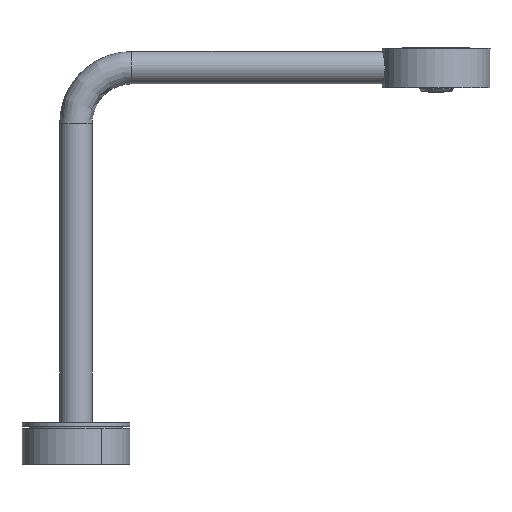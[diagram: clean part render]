
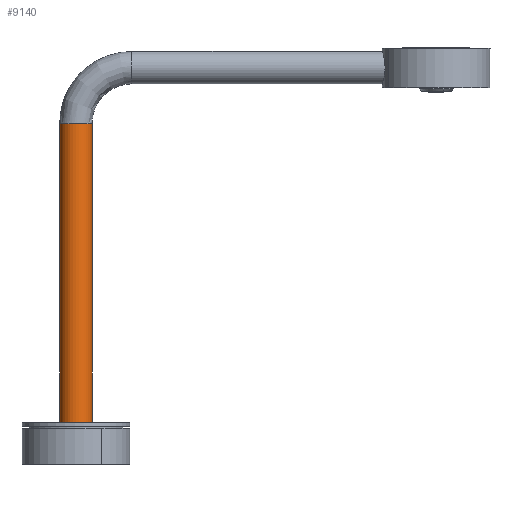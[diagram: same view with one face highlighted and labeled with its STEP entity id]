
A CAD part, front view. The second image highlights one B-rep face of the part: STEP entity #9140.
In plain terms, the highlighted cylindrical face has radius 9 mm (diameter 18 mm), a partial arc.
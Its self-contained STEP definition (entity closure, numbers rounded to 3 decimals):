
#9101=CARTESIAN_POINT('Axis2P3D Location',(0.,0.,157.)) ;
#9106=CARTESIAN_POINT('Line Origine',(-9.,0.,157.)) ;
#9110=CARTESIAN_POINT('Vertex',(-9.,0.,72.5)) ;
#9112=CARTESIAN_POINT('Vertex',(-9.,0.,241.5)) ;
#9115=CARTESIAN_POINT('Axis2P3D Location',(0.,0.,72.5)) ;
#9119=CARTESIAN_POINT('Vertex',(9.,0.,72.5)) ;
#9122=CARTESIAN_POINT('Line Origine',(9.,0.,157.)) ;
#9126=CARTESIAN_POINT('Vertex',(9.,0.,241.5)) ;
#9129=CARTESIAN_POINT('Axis2P3D Location',(0.,0.,241.5)) ;
#9108=VECTOR('Line Direction',#9107,1.) ;
#9124=VECTOR('Line Direction',#9123,1.) ;
#9102=DIRECTION('Axis2P3D Direction',(0.,0.,1.)) ;
#9103=DIRECTION('Axis2P3D XDirection',(-1.,0.,0.)) ;
#9107=DIRECTION('Vector Direction',(0.,0.,1.)) ;
#9116=DIRECTION('Axis2P3D Direction',(0.,0.,1.)) ;
#9123=DIRECTION('Vector Direction',(0.,0.,1.)) ;
#9130=DIRECTION('Axis2P3D Direction',(0.,0.,1.)) ;
#9104=AXIS2_PLACEMENT_3D('Cylinder Axis2P3D',#9101,#9102,#9103) ;
#9117=AXIS2_PLACEMENT_3D('Circle Axis2P3D',#9115,#9116,$) ;
#9131=AXIS2_PLACEMENT_3D('Circle Axis2P3D',#9129,#9130,$) ;
#9109=LINE('Line',#9106,#9108) ;
#9125=LINE('Line',#9122,#9124) ;
#9118=CIRCLE('generated circle',#9117,9.) ;
#9132=CIRCLE('generated circle',#9131,9.) ;
#9105=CYLINDRICAL_SURFACE('generated cylinder',#9104,9.) ;
#9114=EDGE_CURVE('',#9111,#9113,#9109,.T.) ;
#9121=EDGE_CURVE('',#9120,#9111,#9118,.F.) ;
#9128=EDGE_CURVE('',#9127,#9120,#9125,.F.) ;
#9133=EDGE_CURVE('',#9113,#9127,#9132,.T.) ;
#9135=ORIENTED_EDGE('',*,*,#9114,.F.) ;
#9136=ORIENTED_EDGE('',*,*,#9121,.F.) ;
#9137=ORIENTED_EDGE('',*,*,#9128,.F.) ;
#9138=ORIENTED_EDGE('',*,*,#9133,.F.) ;
#9134=EDGE_LOOP('',(#9135,#9136,#9137,#9138)) ;
#9111=VERTEX_POINT('',#9110) ;
#9113=VERTEX_POINT('',#9112) ;
#9120=VERTEX_POINT('',#9119) ;
#9127=VERTEX_POINT('',#9126) ;
#9140=ADVANCED_FACE('P45691.1\\PartBody',(#9139),#9105,.T.) ;
#9139=FACE_OUTER_BOUND('',#9134,.T.) ;
